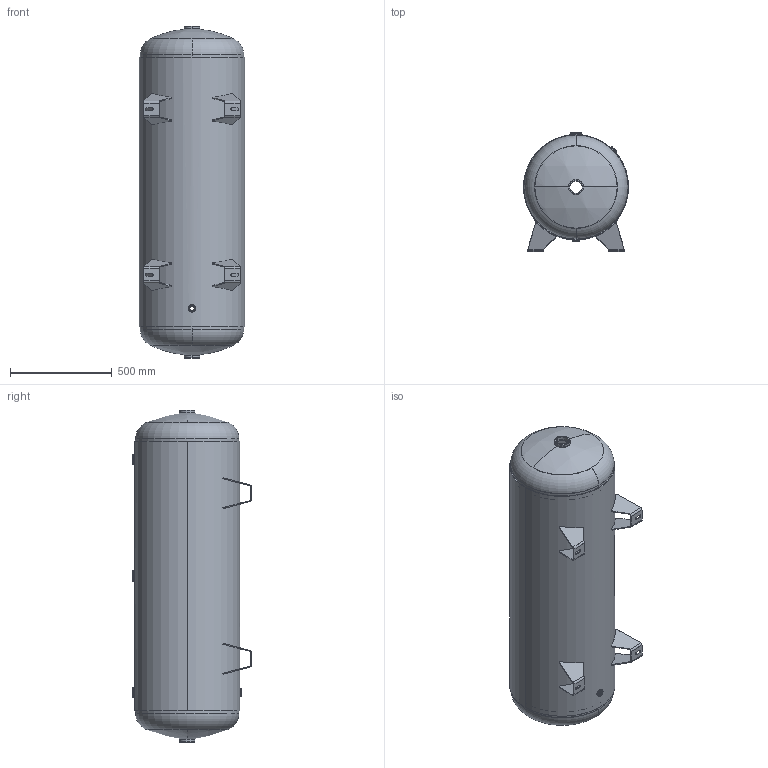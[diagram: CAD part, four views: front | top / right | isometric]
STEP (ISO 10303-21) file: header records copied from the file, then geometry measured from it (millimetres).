
FILE_DESCRIPTION (( 'STEP AP203' ), '1' );
FILE_NAME ('302476.STEP', '2012-03-06T16:29:16', ( '' ), ( '' ), 'SwSTEP 2.0', 'SolidWorks 2011', '' );
FILE_SCHEMA (( 'CONFIG_CONTROL_DESIGN' ));
Length unit declared in the file: inch
Products named in the file (1): 302476
Bounding box: 515.82 x 586.42 x 1629.56 mm (x, y, z)
Surface area: 5757592.7 mm2 (no closed solid volume)
Topology: 0 solids, 26 shells, 267 faces, 674 edges, 424 vertices
Faces by surface type: plane 102, cylinder 101, torus 48, sphere 8, bspline 8
Full cylindrical faces by diameter (mm): 508 x1, 515.823 x1
Entity records: 10274 total; most frequent: CARTESIAN_POINT 3698, DIRECTION 1466, ORIENTED_EDGE 1228, EDGE_CURVE 674, AXIS2_PLACEMENT_3D 590, VERTEX_POINT 424, CIRCLE 330, EDGE_LOOP 296
